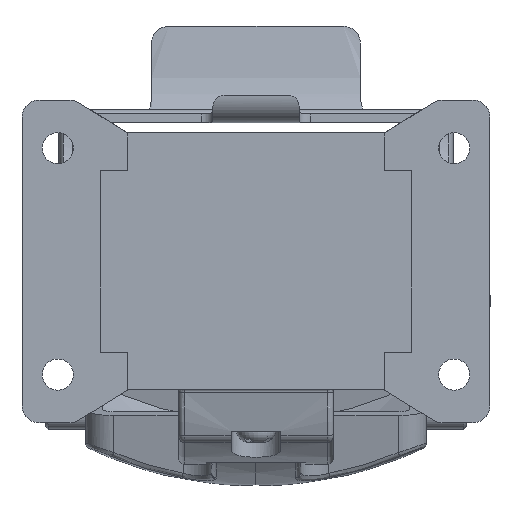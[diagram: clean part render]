
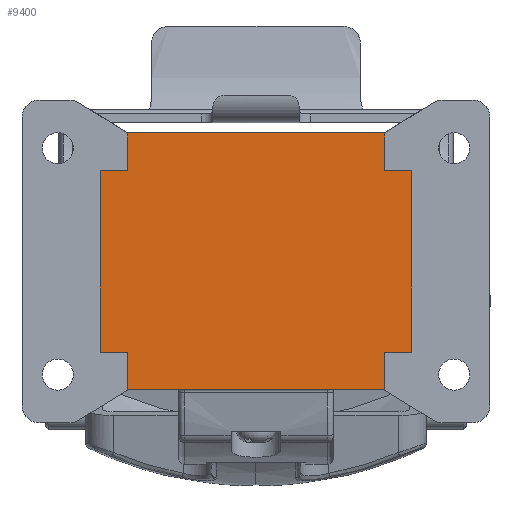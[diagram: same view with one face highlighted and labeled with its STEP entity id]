
A CAD part, front view. The second image highlights one B-rep face of the part: STEP entity #9400.
In plain terms, the highlighted planar face has unit normal (0, -1, 0).
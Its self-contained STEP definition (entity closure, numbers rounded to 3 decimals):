
#191 = VECTOR ( 'NONE', #5774, 1000. ) ;
#351 = DIRECTION ( 'NONE',  ( 0., 0., 1. ) ) ;
#459 = VERTEX_POINT ( 'NONE', #19517 ) ;
#554 = ORIENTED_EDGE ( 'NONE', *, *, #8279, .T. ) ;
#575 = CARTESIAN_POINT ( 'NONE',  ( -27.494, -52.14, 16.064 ) ) ;
#734 = EDGE_CURVE ( 'NONE', #10675, #459, #3418, .T. ) ;
#960 = VECTOR ( 'NONE', #6265, 1000. ) ;
#1013 = ORIENTED_EDGE ( 'NONE', *, *, #18147, .F. ) ;
#1128 = EDGE_CURVE ( 'NONE', #17699, #1430, #1818, .T. ) ;
#1177 = CARTESIAN_POINT ( 'NONE',  ( 22.71, -52.14, 22.687 ) ) ;
#1430 = VERTEX_POINT ( 'NONE', #9929 ) ;
#1601 = CARTESIAN_POINT ( 'NONE',  ( 25.1, -52.14, 16.064 ) ) ;
#1818 = LINE ( 'NONE', #10627, #9818 ) ;
#2059 = DIRECTION ( 'NONE',  ( -1., 0., 0. ) ) ;
#2472 = LINE ( 'NONE', #2721, #19515 ) ;
#2482 = EDGE_CURVE ( 'NONE', #11014, #3750, #5435, .T. ) ;
#2515 = EDGE_CURVE ( 'NONE', #14491, #1430, #20357, .T. ) ;
#2721 = CARTESIAN_POINT ( 'NONE',  ( 22.71, -52.14, 16.81 ) ) ;
#3042 = LINE ( 'NONE', #20746, #7582 ) ;
#3418 = LINE ( 'NONE', #7202, #19432 ) ;
#3750 = VERTEX_POINT ( 'NONE', #13768 ) ;
#4284 = DIRECTION ( 'NONE',  ( 0., 1., 0. ) ) ;
#4428 = DIRECTION ( 'NONE',  ( 0., 0., 1. ) ) ;
#4717 = LINE ( 'NONE', #14271, #191 ) ;
#5213 = EDGE_LOOP ( 'NONE', ( #12876, #15373, #20055, #1013, #18125, #15960, #22001, #10855, #554, #16253, #7736, #14583, #15220, #10750 ) ) ;
#5222 = DIRECTION ( 'NONE',  ( 0., 0., 1. ) ) ;
#5250 = VECTOR ( 'NONE', #5328, 1000. ) ;
#5328 = DIRECTION ( 'NONE',  ( -0.848, 0., 0.529 ) ) ;
#5435 = LINE ( 'NONE', #17372, #9443 ) ;
#5482 = CARTESIAN_POINT ( 'NONE',  ( -22.71, -52.14, 16.81 ) ) ;
#5774 = DIRECTION ( 'NONE',  ( 0., 0., 1. ) ) ;
#5835 = VERTEX_POINT ( 'NONE', #9571 ) ;
#5895 = DIRECTION ( 'NONE',  ( 0.848, 0., 0.529 ) ) ;
#5911 = AXIS2_PLACEMENT_3D ( 'NONE', #14500, #4284, #16218 ) ;
#6265 = DIRECTION ( 'NONE',  ( 1., 0., 0. ) ) ;
#6550 = CARTESIAN_POINT ( 'NONE',  ( -27.494, -52.14, -16.064 ) ) ;
#6888 = CARTESIAN_POINT ( 'NONE',  ( -22.763, -52.14, 22.72 ) ) ;
#7202 = CARTESIAN_POINT ( 'NONE',  ( 25.1, -52.14, -22.72 ) ) ;
#7571 = EDGE_CURVE ( 'NONE', #10675, #14936, #4717, .T. ) ;
#7582 = VECTOR ( 'NONE', #351, 1000. ) ;
#7638 = PLANE ( 'NONE',  #5911 ) ;
#7736 = ORIENTED_EDGE ( 'NONE', *, *, #17623, .T. ) ;
#8235 = VERTEX_POINT ( 'NONE', #11178 ) ;
#8279 = EDGE_CURVE ( 'NONE', #14936, #11014, #10532, .T. ) ;
#8371 = CARTESIAN_POINT ( 'NONE',  ( 27.494, -52.14, -16.064 ) ) ;
#8851 = DIRECTION ( 'NONE',  ( 0., 0., 1. ) ) ;
#9400 = ADVANCED_FACE ( 'NONE', ( #15261 ), #7638, .F. ) ;
#9443 = VECTOR ( 'NONE', #8851, 1000. ) ;
#9480 = EDGE_CURVE ( 'NONE', #8235, #14491, #2472, .T. ) ;
#9571 = CARTESIAN_POINT ( 'NONE',  ( -22.71, -52.14, 16.064 ) ) ;
#9644 = DIRECTION ( 'NONE',  ( -1., 0., 0. ) ) ;
#9681 = EDGE_CURVE ( 'NONE', #459, #12418, #19766, .T. ) ;
#9818 = VECTOR ( 'NONE', #19109, 1000. ) ;
#9829 = LINE ( 'NONE', #20191, #13814 ) ;
#9929 = CARTESIAN_POINT ( 'NONE',  ( 22.763, -52.14, 22.72 ) ) ;
#10266 = LINE ( 'NONE', #1601, #18781 ) ;
#10334 = LINE ( 'NONE', #17267, #5250 ) ;
#10532 = LINE ( 'NONE', #14820, #960 ) ;
#10627 = CARTESIAN_POINT ( 'NONE',  ( 25.1, -52.14, 22.72 ) ) ;
#10675 = VERTEX_POINT ( 'NONE', #16048 ) ;
#10750 = ORIENTED_EDGE ( 'NONE', *, *, #1128, .F. ) ;
#10805 = VECTOR ( 'NONE', #9644, 1000. ) ;
#10855 = ORIENTED_EDGE ( 'NONE', *, *, #7571, .T. ) ;
#11014 = VERTEX_POINT ( 'NONE', #8371 ) ;
#11178 = CARTESIAN_POINT ( 'NONE',  ( 22.71, -52.14, 16.064 ) ) ;
#11230 = EDGE_CURVE ( 'NONE', #5835, #20523, #21659, .T. ) ;
#11326 = VECTOR ( 'NONE', #5895, 1000. ) ;
#11366 = CARTESIAN_POINT ( 'NONE',  ( 25.1, -52.14, -16.064 ) ) ;
#12418 = VERTEX_POINT ( 'NONE', #21127 ) ;
#12876 = ORIENTED_EDGE ( 'NONE', *, *, #13595, .F. ) ;
#13184 = CARTESIAN_POINT ( 'NONE',  ( 22.71, -52.14, -16.064 ) ) ;
#13595 = EDGE_CURVE ( 'NONE', #20523, #17699, #10334, .T. ) ;
#13768 = CARTESIAN_POINT ( 'NONE',  ( 27.494, -52.14, 16.064 ) ) ;
#13814 = VECTOR ( 'NONE', #21881, 1000. ) ;
#14271 = CARTESIAN_POINT ( 'NONE',  ( 22.71, -52.14, 16.81 ) ) ;
#14491 = VERTEX_POINT ( 'NONE', #1177 ) ;
#14500 = CARTESIAN_POINT ( 'NONE',  ( 25.1, -52.14, 16.81 ) ) ;
#14583 = ORIENTED_EDGE ( 'NONE', *, *, #9480, .T. ) ;
#14797 = LINE ( 'NONE', #11366, #10805 ) ;
#14820 = CARTESIAN_POINT ( 'NONE',  ( 25.1, -52.14, -16.064 ) ) ;
#14936 = VERTEX_POINT ( 'NONE', #13184 ) ;
#15220 = ORIENTED_EDGE ( 'NONE', *, *, #2515, .T. ) ;
#15261 = FACE_OUTER_BOUND ( 'NONE', #5213, .T. ) ;
#15373 = ORIENTED_EDGE ( 'NONE', *, *, #11230, .F. ) ;
#15711 = DIRECTION ( 'NONE',  ( 0., 0., 1. ) ) ;
#15960 = ORIENTED_EDGE ( 'NONE', *, *, #9681, .F. ) ;
#16048 = CARTESIAN_POINT ( 'NONE',  ( 22.71, -52.14, -22.72 ) ) ;
#16218 = DIRECTION ( 'NONE',  ( 0., 0., 1. ) ) ;
#16253 = ORIENTED_EDGE ( 'NONE', *, *, #2482, .T. ) ;
#16940 = DIRECTION ( 'NONE',  ( -1., 0., 0. ) ) ;
#17136 = VECTOR ( 'NONE', #15711, 1000. ) ;
#17161 = CARTESIAN_POINT ( 'NONE',  ( -22.71, -52.14, 16.81 ) ) ;
#17267 = CARTESIAN_POINT ( 'NONE',  ( 14.339, -52.14, -0.434 ) ) ;
#17372 = CARTESIAN_POINT ( 'NONE',  ( 27.494, -52.14, 16.81 ) ) ;
#17623 = EDGE_CURVE ( 'NONE', #3750, #8235, #10266, .T. ) ;
#17699 = VERTEX_POINT ( 'NONE', #6888 ) ;
#17819 = CARTESIAN_POINT ( 'NONE',  ( 21.791, -52.14, 22.113 ) ) ;
#18005 = EDGE_CURVE ( 'NONE', #12418, #21471, #14797, .T. ) ;
#18125 = ORIENTED_EDGE ( 'NONE', *, *, #18005, .F. ) ;
#18147 = EDGE_CURVE ( 'NONE', #21471, #21848, #3042, .T. ) ;
#18646 = CARTESIAN_POINT ( 'NONE',  ( -22.71, -52.14, 22.687 ) ) ;
#18781 = VECTOR ( 'NONE', #16940, 1000. ) ;
#19109 = DIRECTION ( 'NONE',  ( 1., 0., 0. ) ) ;
#19234 = VECTOR ( 'NONE', #5222, 1000. ) ;
#19415 = EDGE_CURVE ( 'NONE', #21848, #5835, #9829, .T. ) ;
#19432 = VECTOR ( 'NONE', #2059, 1000. ) ;
#19515 = VECTOR ( 'NONE', #4428, 1000. ) ;
#19517 = CARTESIAN_POINT ( 'NONE',  ( -22.71, -52.14, -22.72 ) ) ;
#19766 = LINE ( 'NONE', #17161, #19234 ) ;
#20055 = ORIENTED_EDGE ( 'NONE', *, *, #19415, .F. ) ;
#20191 = CARTESIAN_POINT ( 'NONE',  ( 25.1, -52.14, 16.064 ) ) ;
#20357 = LINE ( 'NONE', #17819, #11326 ) ;
#20523 = VERTEX_POINT ( 'NONE', #18646 ) ;
#20746 = CARTESIAN_POINT ( 'NONE',  ( -27.494, -52.14, 16.81 ) ) ;
#21127 = CARTESIAN_POINT ( 'NONE',  ( -22.71, -52.14, -16.064 ) ) ;
#21471 = VERTEX_POINT ( 'NONE', #6550 ) ;
#21659 = LINE ( 'NONE', #5482, #17136 ) ;
#21848 = VERTEX_POINT ( 'NONE', #575 ) ;
#21881 = DIRECTION ( 'NONE',  ( 1., 0., 0. ) ) ;
#22001 = ORIENTED_EDGE ( 'NONE', *, *, #734, .F. ) ;
